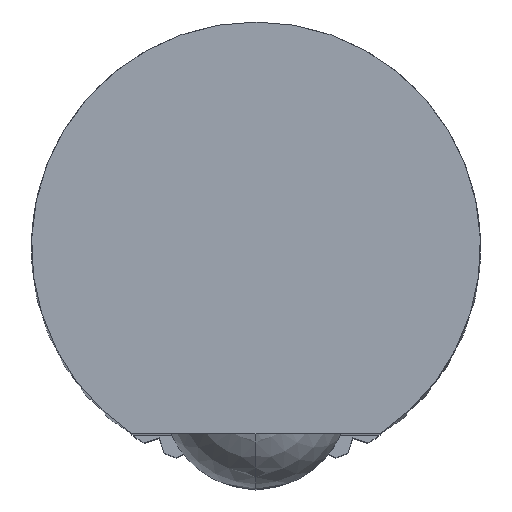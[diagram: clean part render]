
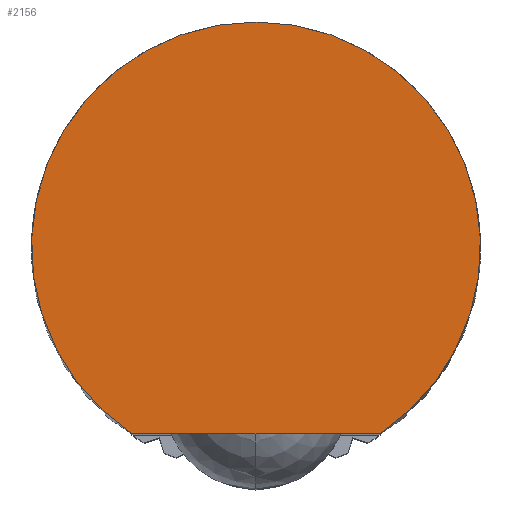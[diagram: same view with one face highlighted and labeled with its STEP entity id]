
A CAD part, top view. The second image highlights one B-rep face of the part: STEP entity #2156.
In plain terms, the highlighted planar face has unit normal (0, 0, 1).
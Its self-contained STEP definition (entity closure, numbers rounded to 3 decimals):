
#1014=VERTEX_POINT('',#2641);
#1022=EDGE_CURVE('',#1014,#1472,#2650,.T.);
#1472=VERTEX_POINT('',#3139);
#1624=EDGE_CURVE('',#2070,#1014,#3307,.T.);
#1938=EDGE_CURVE('',#1472,#2070,#3644,.T.);
#2070=VERTEX_POINT('',#3788);
#2156=ADVANCED_FACE('',(#3886),#3887,.T.);
#2641=CARTESIAN_POINT('',(-3.317,-5.0,35.0));
#2650=LINE('',#4537,#4538);
#3139=CARTESIAN_POINT('',(3.317,-5.0,35.0));
#3307=CIRCLE('',#5641,6.0);
#3644=CIRCLE('',#6276,6.0);
#3788=CARTESIAN_POINT('',(0.,6.0,35.0));
#3886=FACE_OUTER_BOUND('',#6724,.T.);
#3887=PLANE('',#6725);
#4537=CARTESIAN_POINT('',(1.658,-5.0,35.0));
#4538=VECTOR('',#7498,1.0);
#5641=AXIS2_PLACEMENT_3D('',#8154,#8155,#8156);
#6276=AXIS2_PLACEMENT_3D('',#8546,#8547,#8548);
#6724=EDGE_LOOP('',(#8803,#8804,#8805));
#6725=AXIS2_PLACEMENT_3D('',#8806,#8807,#8808);
#7498=DIRECTION('',(1.0,0.0,0.));
#8154=CARTESIAN_POINT('',(0.,0.,35.0));
#8155=DIRECTION('',(0.,0.,1.0));
#8156=DIRECTION('',(0.,1.0,0.));
#8546=CARTESIAN_POINT('',(0.,0.,35.0));
#8547=DIRECTION('',(0.,0.,1.0));
#8548=DIRECTION('',(0.,1.0,0.));
#8803=ORIENTED_EDGE('',*,*,#1022,.T.);
#8804=ORIENTED_EDGE('',*,*,#1938,.T.);
#8805=ORIENTED_EDGE('',*,*,#1624,.T.);
#8806=CARTESIAN_POINT('',(0.,3.0,35.0));
#8807=DIRECTION('',(0.,0.,1.0));
#8808=DIRECTION('',(0.,1.0,0.0));
